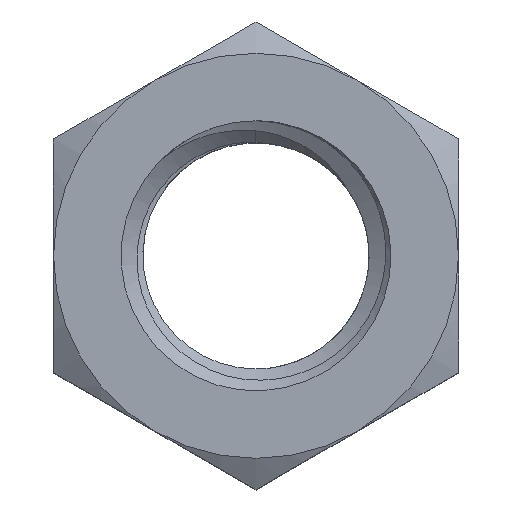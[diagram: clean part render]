
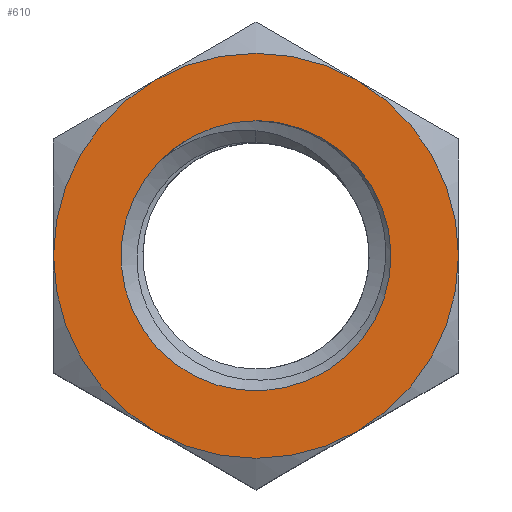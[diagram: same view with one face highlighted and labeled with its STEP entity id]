
A CAD part, top view. The second image highlights one B-rep face of the part: STEP entity #610.
In plain terms, the highlighted face is planar.
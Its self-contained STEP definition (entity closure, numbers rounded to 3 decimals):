
#21=FACE_BOUND('',#126,.T.);
#23=PLANE('',#672);
#86=FACE_OUTER_BOUND('',#125,.T.);
#125=EDGE_LOOP('',(#460,#461,#462,#463,#464,#465));
#126=EDGE_LOOP('',(#466,#467));
#151=CIRCLE('',#660,8.);
#153=CIRCLE('',#666,8.);
#155=CIRCLE('',#670,12.);
#156=CIRCLE('',#673,12.);
#157=CIRCLE('',#674,12.);
#158=CIRCLE('',#675,12.);
#159=CIRCLE('',#676,12.);
#160=CIRCLE('',#677,12.);
#268=VERTEX_POINT('',#1434);
#269=VERTEX_POINT('',#1455);
#276=VERTEX_POINT('',#1630);
#277=VERTEX_POINT('',#1631);
#279=VERTEX_POINT('',#1714);
#280=VERTEX_POINT('',#1716);
#281=VERTEX_POINT('',#1718);
#282=VERTEX_POINT('',#1720);
#332=EDGE_CURVE('',#268,#269,#151,.T.);
#343=EDGE_CURVE('',#269,#268,#153,.T.);
#348=EDGE_CURVE('',#276,#277,#155,.T.);
#353=EDGE_CURVE('',#277,#279,#156,.T.);
#354=EDGE_CURVE('',#279,#280,#157,.T.);
#355=EDGE_CURVE('',#280,#281,#158,.T.);
#356=EDGE_CURVE('',#281,#282,#159,.T.);
#357=EDGE_CURVE('',#282,#276,#160,.T.);
#460=ORIENTED_EDGE('',*,*,#348,.T.);
#461=ORIENTED_EDGE('',*,*,#353,.T.);
#462=ORIENTED_EDGE('',*,*,#354,.T.);
#463=ORIENTED_EDGE('',*,*,#355,.T.);
#464=ORIENTED_EDGE('',*,*,#356,.T.);
#465=ORIENTED_EDGE('',*,*,#357,.T.);
#466=ORIENTED_EDGE('',*,*,#343,.F.);
#467=ORIENTED_EDGE('',*,*,#332,.F.);
#610=ADVANCED_FACE('',(#86,#21),#23,.T.);
#660=AXIS2_PLACEMENT_3D('',#1456,#745,#746);
#666=AXIS2_PLACEMENT_3D('',#1575,#759,#760);
#670=AXIS2_PLACEMENT_3D('',#1632,#767,#768);
#672=AXIS2_PLACEMENT_3D('',#1713,#771,#772);
#673=AXIS2_PLACEMENT_3D('',#1715,#773,#774);
#674=AXIS2_PLACEMENT_3D('',#1717,#775,#776);
#675=AXIS2_PLACEMENT_3D('',#1719,#777,#778);
#676=AXIS2_PLACEMENT_3D('',#1721,#779,#780);
#677=AXIS2_PLACEMENT_3D('',#1722,#781,#782);
#745=DIRECTION('center_axis',(0.,1.,0.));
#746=DIRECTION('ref_axis',(0.,0.,1.));
#759=DIRECTION('center_axis',(0.,1.,0.));
#760=DIRECTION('ref_axis',(0.,0.,1.));
#767=DIRECTION('center_axis',(0.,1.,0.));
#768=DIRECTION('ref_axis',(0.,0.,1.));
#771=DIRECTION('center_axis',(0.,1.,0.));
#772=DIRECTION('ref_axis',(0.,0.,1.));
#773=DIRECTION('center_axis',(0.,1.,0.));
#774=DIRECTION('ref_axis',(0.,0.,1.));
#775=DIRECTION('center_axis',(0.,1.,0.));
#776=DIRECTION('ref_axis',(0.,0.,1.));
#777=DIRECTION('center_axis',(0.,1.,0.));
#778=DIRECTION('ref_axis',(0.,0.,1.));
#779=DIRECTION('center_axis',(0.,1.,0.));
#780=DIRECTION('ref_axis',(0.,0.,1.));
#781=DIRECTION('center_axis',(0.,1.,0.));
#782=DIRECTION('ref_axis',(0.,0.,1.));
#1434=CARTESIAN_POINT('',(0.,6.5,-8.));
#1455=CARTESIAN_POINT('',(-5.668,6.5,-5.646));
#1456=CARTESIAN_POINT('Origin',(0.,6.5,0.));
#1575=CARTESIAN_POINT('Origin',(0.,6.5,0.));
#1630=CARTESIAN_POINT('',(-6.,6.5,10.392));
#1631=CARTESIAN_POINT('',(6.,6.5,10.392));
#1632=CARTESIAN_POINT('Origin',(0.,6.5,0.));
#1713=CARTESIAN_POINT('Origin',(-12.,6.5,-6.928));
#1714=CARTESIAN_POINT('',(12.,6.5,0.));
#1715=CARTESIAN_POINT('Origin',(0.,6.5,0.));
#1716=CARTESIAN_POINT('',(6.,6.5,-10.392));
#1717=CARTESIAN_POINT('Origin',(0.,6.5,0.));
#1718=CARTESIAN_POINT('',(-6.,6.5,-10.392));
#1719=CARTESIAN_POINT('Origin',(0.,6.5,0.));
#1720=CARTESIAN_POINT('',(-12.,6.5,0.));
#1721=CARTESIAN_POINT('Origin',(0.,6.5,0.));
#1722=CARTESIAN_POINT('Origin',(0.,6.5,0.));
